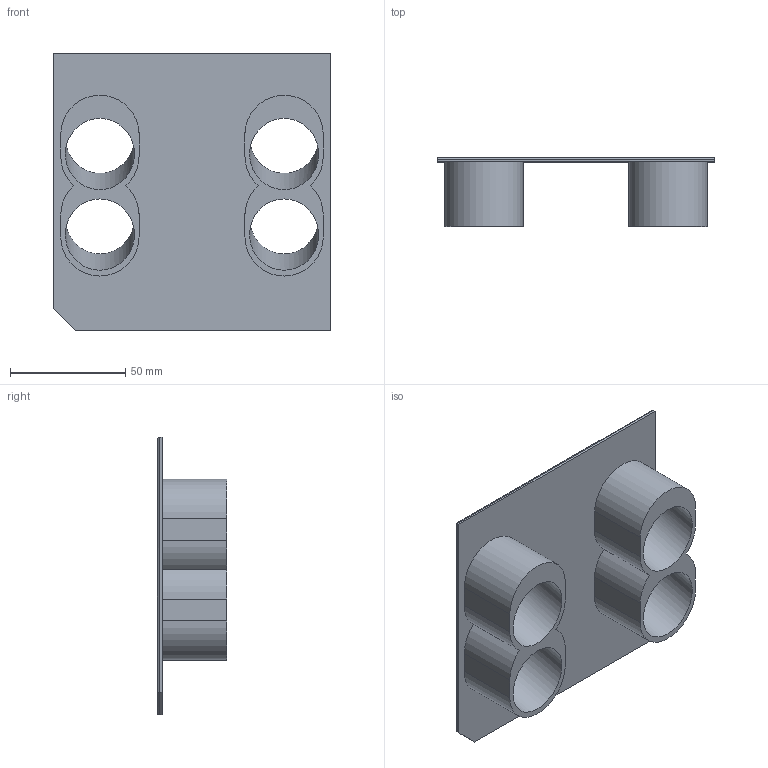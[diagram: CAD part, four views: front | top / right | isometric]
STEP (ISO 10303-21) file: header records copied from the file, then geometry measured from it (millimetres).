
FILE_DESCRIPTION(/* description */ (''),/* implementation_level */ '2;1');
FILE_NAME(/* name */ '50ml AutoCAD sketch import no middle v18.step',/* time_stamp */ '2024-09-23T18:23:03-07:00',/* author */ (''),/* organization */ (''),/* preprocessor_version */ 'ST-DEVELOPER v20',/* originating_system */ 'Autodesk Translation Framework v13.20.0.188',/* authorisation */ '');
FILE_SCHEMA (('AUTOMOTIVE_DESIGN { 1 0 10303 214 3 1 1 }'));
Length unit declared in the file: millimetre
Products named in the file (1): 50ml AutoCAD sketch import no middle
Bounding box: 120.6 x 30 x 120.6 mm (x, y, z)
Volume: 71781.7 mm3; surface area: 46651 mm2
Topology: 1 solids, 1 shells, 46 faces, 121 edges, 79 vertices
Faces by surface type: plane 21, cylinder 21, bspline 4
Full cylindrical faces by diameter (mm): 30 x4
Entity records: 1875 total; most frequent: CARTESIAN_POINT 651, DIRECTION 256, ORIENTED_EDGE 242, EDGE_CURVE 121, AXIS2_PLACEMENT_3D 92, VERTEX_POINT 79, LINE 72, VECTOR 72
